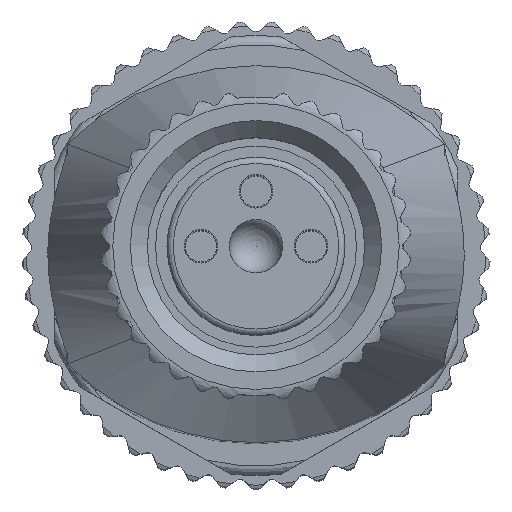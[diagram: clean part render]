
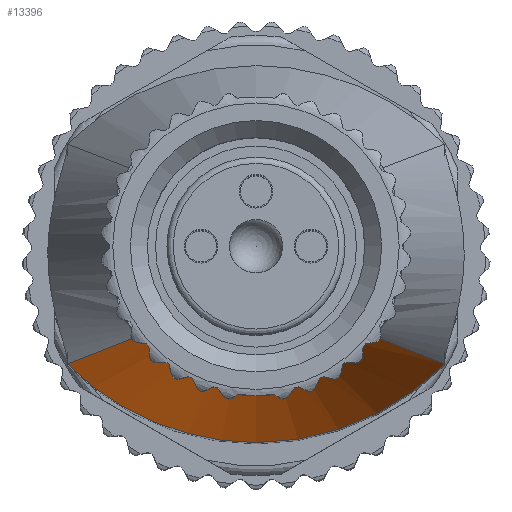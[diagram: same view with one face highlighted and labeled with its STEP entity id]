
A CAD part, top view. The second image highlights one B-rep face of the part: STEP entity #13396.
In plain terms, the highlighted free-form (B-spline) face has degree [3, 1] with [6, 2] control points.
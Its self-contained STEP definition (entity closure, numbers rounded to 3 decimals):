
#273=B_SPLINE_CURVE_WITH_KNOTS('',3,(#18585,#18586,#18587,#18588),
 .UNSPECIFIED.,.F.,.F.,(4,4),(0.,1.),.UNSPECIFIED.);
#482=B_SPLINE_SURFACE_WITH_KNOTS('',3,1,((#21093,#21094),(#21095,#21096),
(#21097,#21098),(#21099,#21100),(#21101,#21102),(#21103,#21104)),
 .RULED_SURF.,.F.,.F.,.F.,(4,2,4),(2,2),(0.,0.5,1.),(0.,1.),
 .UNSPECIFIED.);
#953=LINE('',#18608,#1621);
#956=LINE('',#18641,#1624);
#1621=VECTOR('',#15319,1000.);
#1624=VECTOR('',#15324,1000.);
#2175=CIRCLE('',#13756,8.45);
#2482=CIRCLE('',#14373,3.4);
#5348=ORIENTED_EDGE('',*,*,#5937,.T.);
#5349=ORIENTED_EDGE('',*,*,#5926,.F.);
#5350=ORIENTED_EDGE('',*,*,#5925,.F.);
#5351=ORIENTED_EDGE('',*,*,#5931,.F.);
#5352=ORIENTED_EDGE('',*,*,#6848,.T.);
#5925=EDGE_CURVE('',#7217,#7218,#2175,.T.);
#5926=EDGE_CURVE('',#7218,#7219,#273,.T.);
#5931=EDGE_CURVE('',#7221,#7217,#953,.T.);
#5937=EDGE_CURVE('',#7224,#7219,#956,.T.);
#6848=EDGE_CURVE('',#7221,#7224,#2482,.T.);
#7217=VERTEX_POINT('',#18582);
#7218=VERTEX_POINT('',#18584);
#7219=VERTEX_POINT('',#18589);
#7221=VERTEX_POINT('',#18609);
#7224=VERTEX_POINT('',#18642);
#8390=EDGE_LOOP('',(#5348,#5349,#5350,#5351,#5352));
#8962=FACE_BOUND('',#8390,.T.);
#13396=ADVANCED_FACE('',(#8962),#482,.T.);
#13756=AXIS2_PLACEMENT_3D('',#18583,#15310,#15311);
#14373=AXIS2_PLACEMENT_3D('',#21105,#16957,#16958);
#15310=DIRECTION('',(0.,0.,1.));
#15311=DIRECTION('',(1.,0.,0.));
#15319=DIRECTION('',(-0.319,-0.124,0.94));
#15324=DIRECTION('',(0.319,-0.124,0.94));
#16957=DIRECTION('',(0.,0.,1.));
#16958=DIRECTION('',(1.,0.,0.));
#18582=CARTESIAN_POINT('',(-6.,-3.5,-33.2));
#18583=CARTESIAN_POINT('',(0.,2.45,-33.2));
#18584=CARTESIAN_POINT('',(0.,-6.,-33.2));
#18585=CARTESIAN_POINT('',(0.,-6.,-33.2));
#18586=CARTESIAN_POINT('',(2.224,-6.,-33.2));
#18587=CARTESIAN_POINT('',(4.434,-5.079,-33.2));
#18588=CARTESIAN_POINT('',(6.,-3.5,-33.2));
#18589=CARTESIAN_POINT('',(6.,-3.5,-33.2));
#18608=CARTESIAN_POINT('',(-4.302,-2.843,-38.2));
#18609=CARTESIAN_POINT('',(-2.604,-2.185,-43.2));
#18641=CARTESIAN_POINT('',(4.302,-2.842,-38.2));
#18642=CARTESIAN_POINT('',(2.605,-2.185,-43.2));
#21093=CARTESIAN_POINT('',(-2.604,-2.185,-43.2));
#21094=CARTESIAN_POINT('',(-6.,-3.5,-33.2));
#21095=CARTESIAN_POINT('',(-1.966,-2.946,-43.2));
#21096=CARTESIAN_POINT('',(-4.43,-5.084,-33.2));
#21097=CARTESIAN_POINT('',(-0.989,-3.399,-43.2));
#21098=CARTESIAN_POINT('',(-2.224,-6.,-33.2));
#21099=CARTESIAN_POINT('',(0.989,-3.399,-43.2));
#21100=CARTESIAN_POINT('',(2.224,-6.,-33.2));
#21101=CARTESIAN_POINT('',(1.966,-2.946,-43.2));
#21102=CARTESIAN_POINT('',(4.43,-5.084,-33.2));
#21103=CARTESIAN_POINT('',(2.605,-2.185,-43.2));
#21104=CARTESIAN_POINT('',(6.,-3.5,-33.2));
#21105=CARTESIAN_POINT('',(0.,0.001,-43.2));
